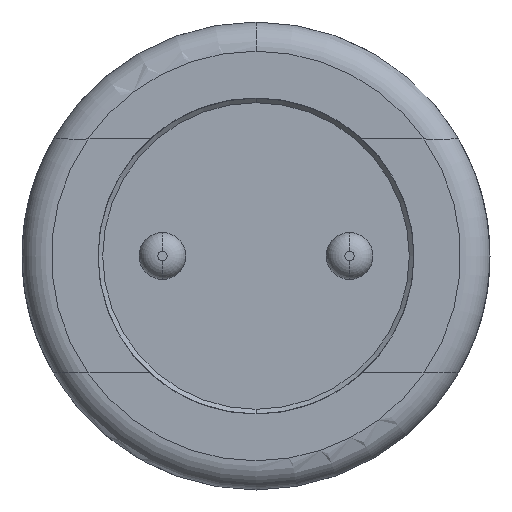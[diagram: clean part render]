
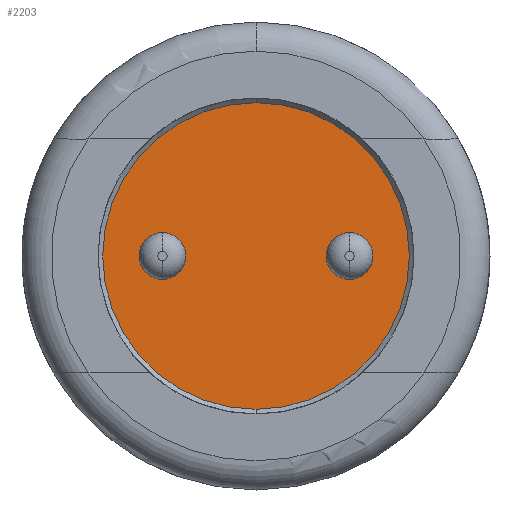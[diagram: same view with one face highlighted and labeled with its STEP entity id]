
A CAD part, front view. The second image highlights one B-rep face of the part: STEP entity #2203.
In plain terms, the highlighted planar face has unit normal (0, -1, 0).
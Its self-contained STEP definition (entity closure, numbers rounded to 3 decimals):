
#88 = CARTESIAN_POINT ( 'NONE',  ( 0., 0.1, 0. ) ) ;
#94 = CARTESIAN_POINT ( 'NONE',  ( 0., 0.1, 1.637 ) ) ;
#283 = CARTESIAN_POINT ( 'NONE',  ( 1., 0.1, 0. ) ) ;
#641 = CIRCLE ( 'NONE', #5166, 0.25 ) ;
#686 = DIRECTION ( 'NONE',  ( 0., -1., 0. ) ) ;
#798 = DIRECTION ( 'NONE',  ( 0., -1., 0. ) ) ;
#819 = AXIS2_PLACEMENT_3D ( 'NONE', #283, #798, #831 ) ;
#831 = DIRECTION ( 'NONE',  ( 0., 0., -1. ) ) ;
#864 = DIRECTION ( 'NONE',  ( 0., 0., -1. ) ) ;
#1050 = ORIENTED_EDGE ( 'NONE', *, *, #4855, .T. ) ;
#1105 = DIRECTION ( 'NONE',  ( 0., -1., 0. ) ) ;
#1377 = ORIENTED_EDGE ( 'NONE', *, *, #3320, .F. ) ;
#1430 = VERTEX_POINT ( 'NONE', #3433 ) ;
#1500 = DIRECTION ( 'NONE',  ( 0., 0., -1. ) ) ;
#1570 = CIRCLE ( 'NONE', #5329, 1.637 ) ;
#1572 = CARTESIAN_POINT ( 'NONE',  ( 1., 0.1, 0. ) ) ;
#1678 = EDGE_LOOP ( 'NONE', ( #1377, #4431 ) ) ;
#1691 = DIRECTION ( 'NONE',  ( 0., 0., -1. ) ) ;
#1781 = VERTEX_POINT ( 'NONE', #94 ) ;
#1788 = AXIS2_PLACEMENT_3D ( 'NONE', #88, #2554, #4214 ) ;
#2179 = CIRCLE ( 'NONE', #5386, 0.25 ) ;
#2203 = ADVANCED_FACE ( 'NONE', ( #5674, #4182, #6208 ), #2658, .T. ) ;
#2324 = DIRECTION ( 'NONE',  ( 0., 0., 1. ) ) ;
#2554 = DIRECTION ( 'NONE',  ( 0., -1., 0. ) ) ;
#2658 = PLANE ( 'NONE',  #1788 ) ;
#2975 = EDGE_LOOP ( 'NONE', ( #5733, #5502 ) ) ;
#3164 = CARTESIAN_POINT ( 'NONE',  ( -1., 0.1, 0. ) ) ;
#3320 = EDGE_CURVE ( 'NONE', #1430, #4510, #5666, .T. ) ;
#3389 = DIRECTION ( 'NONE',  ( 0., -1., 0. ) ) ;
#3433 = CARTESIAN_POINT ( 'NONE',  ( 1., 0.1, 0.25 ) ) ;
#3680 = DIRECTION ( 'NONE',  ( 0., -1., 0. ) ) ;
#4182 = FACE_BOUND ( 'NONE', #1678, .T. ) ;
#4214 = DIRECTION ( 'NONE',  ( 0., 0., -1. ) ) ;
#4310 = CIRCLE ( 'NONE', #5786, 1.637 ) ;
#4431 = ORIENTED_EDGE ( 'NONE', *, *, #5152, .F. ) ;
#4505 = CARTESIAN_POINT ( 'NONE',  ( 0., 0.1, 0. ) ) ;
#4510 = VERTEX_POINT ( 'NONE', #4921 ) ;
#4712 = CARTESIAN_POINT ( 'NONE',  ( -1., 0.1, -0.25 ) ) ;
#4762 = CIRCLE ( 'NONE', #5918, 0.25 ) ;
#4855 = EDGE_CURVE ( 'NONE', #6602, #1781, #1570, .T. ) ;
#4921 = CARTESIAN_POINT ( 'NONE',  ( 1., 0.1, -0.25 ) ) ;
#5152 = EDGE_CURVE ( 'NONE', #4510, #1430, #2179, .T. ) ;
#5166 = AXIS2_PLACEMENT_3D ( 'NONE', #3164, #6411, #5871 ) ;
#5329 = AXIS2_PLACEMENT_3D ( 'NONE', #4505, #3389, #864 ) ;
#5386 = AXIS2_PLACEMENT_3D ( 'NONE', #1572, #3680, #1500 ) ;
#5398 = EDGE_CURVE ( 'NONE', #1781, #6602, #4310, .T. ) ;
#5403 = EDGE_CURVE ( 'NONE', #6631, #6456, #641, .T. ) ;
#5502 = ORIENTED_EDGE ( 'NONE', *, *, #5403, .F. ) ;
#5609 = CARTESIAN_POINT ( 'NONE',  ( -1., 0.1, 0. ) ) ;
#5666 = CIRCLE ( 'NONE', #819, 0.25 ) ;
#5674 = FACE_BOUND ( 'NONE', #2975, .T. ) ;
#5720 = CARTESIAN_POINT ( 'NONE',  ( 0., 0.1, 0. ) ) ;
#5733 = ORIENTED_EDGE ( 'NONE', *, *, #6437, .F. ) ;
#5786 = AXIS2_PLACEMENT_3D ( 'NONE', #5720, #1105, #1691 ) ;
#5871 = DIRECTION ( 'NONE',  ( 0., 0., 1. ) ) ;
#5892 = EDGE_LOOP ( 'NONE', ( #1050, #6545 ) ) ;
#5918 = AXIS2_PLACEMENT_3D ( 'NONE', #5609, #686, #2324 ) ;
#6208 = FACE_OUTER_BOUND ( 'NONE', #5892, .T. ) ;
#6238 = CARTESIAN_POINT ( 'NONE',  ( 0., 0.1, -1.637 ) ) ;
#6339 = CARTESIAN_POINT ( 'NONE',  ( -1., 0.1, 0.25 ) ) ;
#6411 = DIRECTION ( 'NONE',  ( 0., -1., 0. ) ) ;
#6437 = EDGE_CURVE ( 'NONE', #6456, #6631, #4762, .T. ) ;
#6456 = VERTEX_POINT ( 'NONE', #6339 ) ;
#6545 = ORIENTED_EDGE ( 'NONE', *, *, #5398, .T. ) ;
#6602 = VERTEX_POINT ( 'NONE', #6238 ) ;
#6631 = VERTEX_POINT ( 'NONE', #4712 ) ;
